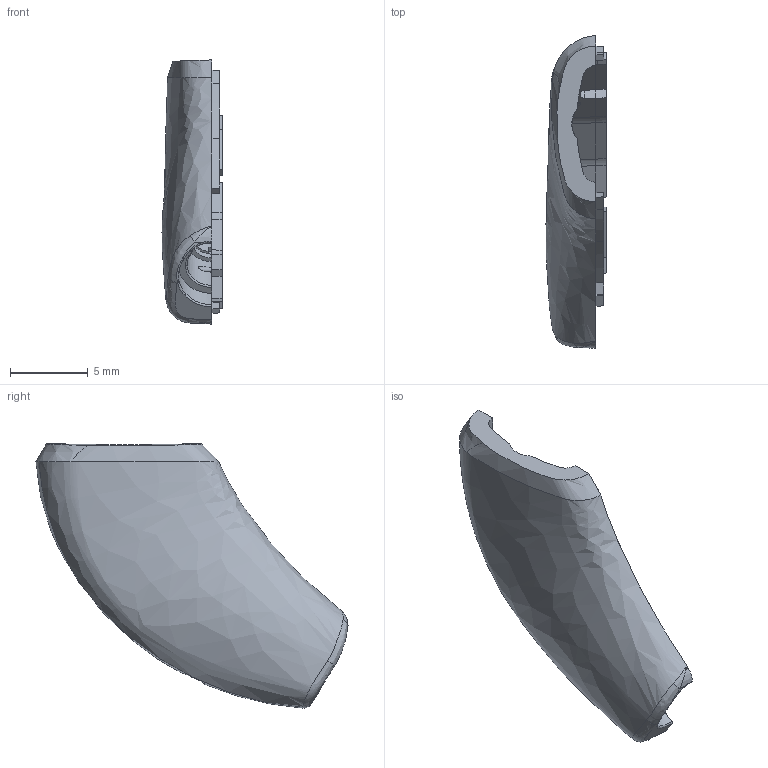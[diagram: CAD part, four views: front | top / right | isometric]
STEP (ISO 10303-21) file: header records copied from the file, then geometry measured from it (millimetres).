
FILE_DESCRIPTION (( 'STEP AP203' ), '1' );
FILE_NAME ('7146-01014_ENCLOSURE_LEFT.STEP', '2019-07-10T20:40:16', ( '' ), ( '' ), 'SwSTEP 2.0', 'SolidWorks 2018', '' );
FILE_SCHEMA (( 'CONFIG_CONTROL_DESIGN' ));
Length unit declared in the file: millimetre
Products named in the file (1): 7146-01014_ENCLOSURE_LEFT
Bounding box: 3.86 x 20.07 x 16.99 mm (x, y, z)
Volume: 326.3 mm3; surface area: 625.9 mm2
Topology: 1 solids, 1 shells, 176 faces, 482 edges, 308 vertices
Faces by surface type: plane 85, bspline 50, cylinder 21, cone 20
Entity records: 14611 total; most frequent: CARTESIAN_POINT 10714, ORIENTED_EDGE 964, DIRECTION 574, EDGE_CURVE 482, VERTEX_POINT 308, LINE 210, VECTOR 210, AXIS2_PLACEMENT_3D 182
